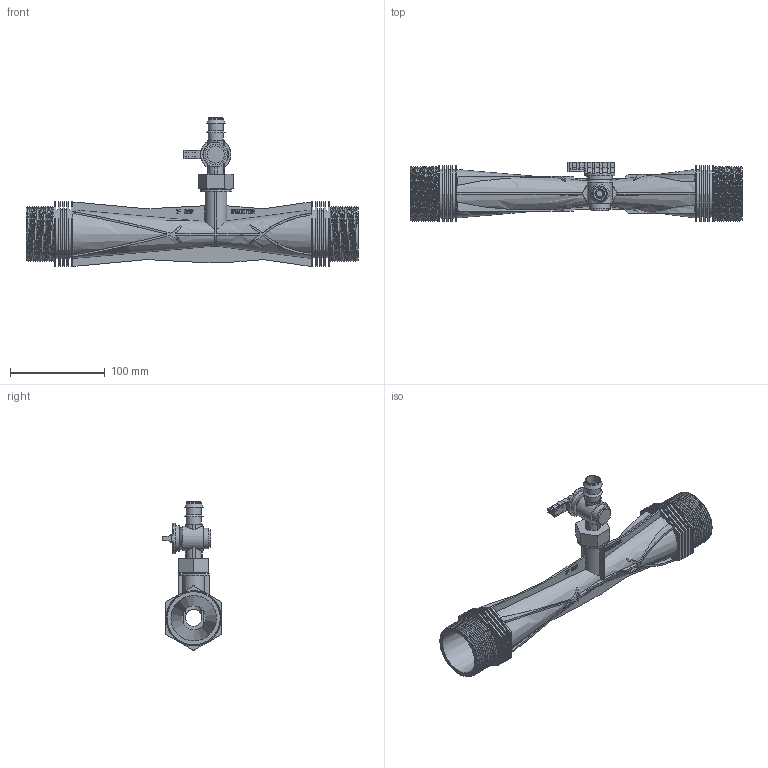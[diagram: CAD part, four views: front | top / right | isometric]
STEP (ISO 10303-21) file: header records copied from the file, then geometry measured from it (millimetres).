
FILE_DESCRIPTION(/* description */ (''),/* implementation_level */ '2;1');
FILE_NAME(/* name */ '2 POUCES.stp',/* time_stamp */ '2019-10-23T07:37:06+00:00',/* author */ ('JEAN-BAPTISTE'),/* organization */ (''),/* preprocessor_version */ 'ST-DEVELOPER v16.1',/* originating_system */ 'Autodesk Inventor 2016',/* authorisation */ '');
FILE_SCHEMA (('AUTOMOTIVE_DESIGN { 1 0 10303 214 3 1 1 }'));
Length unit declared in the file: millimetre
Products named in the file (6): CORPS; VANETTE; RESSORT; JOINT; JOINT PLASTIQUE; 2 POUCES
Assembly tree (5 placements, depth 2):
  2 POUCES
    CORPS
    VANETTE
    RESSORT
    JOINT
    JOINT PLASTIQUE
Bounding box: 350 x 62.44 x 157 mm (x, y, z)
Volume: 249065 mm3; surface area: 165972.7 mm2
Topology: 8 solids, 11 shells, 883 faces, 2385 edges, 1566 vertices
Faces by surface type: plane 547, bspline 156, cylinder 146, cone 33, torus 1
Full cylindrical faces by diameter (mm): 7 x1, 10 x2, 11 x1, 14 x1, 16 x3, 18 x1, 19 x1, 22 x1, 23 x1, 26 x1, 27 x1, 32 x1, 33 x1, 51.117 x4
Entity records: 38007 total; most frequent: CARTESIAN_POINT 16881, ORIENTED_EDGE 4714, DIRECTION 3707, EDGE_CURVE 2338, VERTEX_POINT 1554, LINE 1535, VECTOR 1535, AXIS2_PLACEMENT_3D 1086
